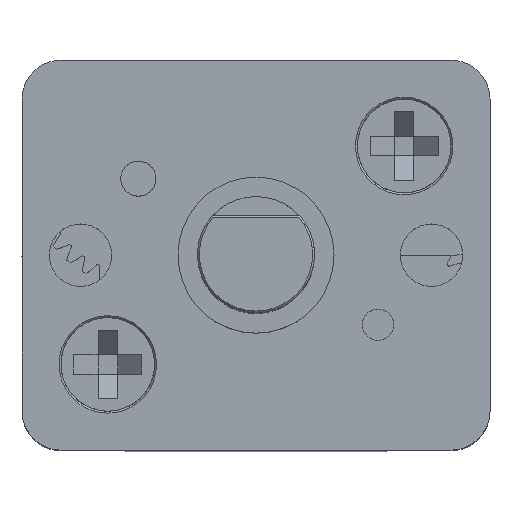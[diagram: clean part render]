
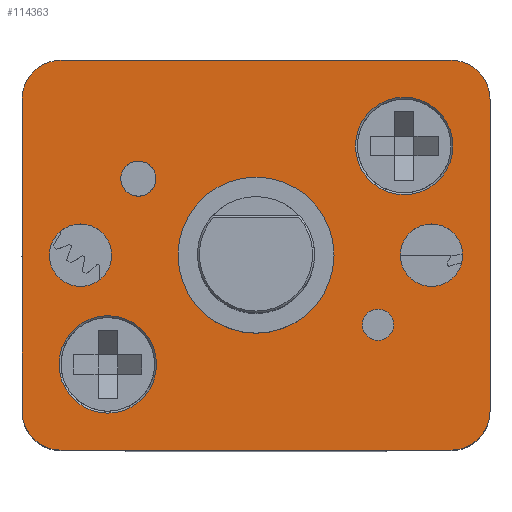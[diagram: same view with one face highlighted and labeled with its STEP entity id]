
A CAD part, top view. The second image highlights one B-rep face of the part: STEP entity #114363.
In plain terms, the highlighted planar face has unit normal (0, 0, 1).
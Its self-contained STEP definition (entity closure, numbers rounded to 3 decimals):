
#6 = DIRECTION ( 'NONE',  ( -1., 0., 0. ) ) ;
#489 = ORIENTED_EDGE ( 'NONE', *, *, #49496, .F. ) ;
#884 = VECTOR ( 'NONE', #94566, 1000. ) ;
#1387 = ORIENTED_EDGE ( 'NONE', *, *, #56585, .F. ) ;
#1478 = ORIENTED_EDGE ( 'NONE', *, *, #35186, .F. ) ;
#2591 = VERTEX_POINT ( 'NONE', #3741 ) ;
#2682 = CARTESIAN_POINT ( 'NONE',  ( 5., -4., 9. ) ) ;
#3037 = AXIS2_PLACEMENT_3D ( 'NONE', #17870, #62061, #79871 ) ;
#3066 = CARTESIAN_POINT ( 'NONE',  ( -2.567, 1.964, 9. ) ) ;
#3741 = CARTESIAN_POINT ( 'NONE',  ( -6., -4., 9. ) ) ;
#4149 = LINE ( 'NONE', #111097, #6949 ) ;
#6318 = CARTESIAN_POINT ( 'NONE',  ( 6., 4., 9. ) ) ;
#6945 = VERTEX_POINT ( 'NONE', #75493 ) ;
#6949 = VECTOR ( 'NONE', #102952, 1000. ) ;
#8952 = DIRECTION ( 'NONE',  ( 0., 0., -1. ) ) ;
#9183 = CARTESIAN_POINT ( 'NONE',  ( -5., -5., 9. ) ) ;
#10910 = CARTESIAN_POINT ( 'NONE',  ( -3.8, -2.8, 9. ) ) ;
#11672 = DIRECTION ( 'NONE',  ( -1., 0., 0. ) ) ;
#11991 = DIRECTION ( 'NONE',  ( 0., 0., -1. ) ) ;
#12238 = DIRECTION ( 'NONE',  ( 1., 0., 0. ) ) ;
#13270 = FACE_BOUND ( 'NONE', #24512, .T. ) ;
#14331 = EDGE_CURVE ( 'NONE', #92088, #92088, #109275, .T. ) ;
#14713 = CIRCLE ( 'NONE', #63903, 1. ) ;
#15767 = VERTEX_POINT ( 'NONE', #37228 ) ;
#16723 = CIRCLE ( 'NONE', #49871, 1. ) ;
#16999 = VERTEX_POINT ( 'NONE', #9183 ) ;
#17095 = VERTEX_POINT ( 'NONE', #3066 ) ;
#17535 = CARTESIAN_POINT ( 'NONE',  ( -5., 4., 9. ) ) ;
#17870 = CARTESIAN_POINT ( 'NONE',  ( -3.017, 1.964, 9. ) ) ;
#17904 = DIRECTION ( 'NONE',  ( 1., 0., 0. ) ) ;
#18965 = EDGE_CURVE ( 'NONE', #104913, #6945, #92336, .T. ) ;
#19284 = DIRECTION ( 'NONE',  ( 0., 0., 1. ) ) ;
#19589 = ORIENTED_EDGE ( 'NONE', *, *, #72925, .F. ) ;
#21386 = ORIENTED_EDGE ( 'NONE', *, *, #77347, .F. ) ;
#21649 = VECTOR ( 'NONE', #50144, 1000. ) ;
#22144 = EDGE_CURVE ( 'NONE', #15767, #15767, #110108, .T. ) ;
#23135 = DIRECTION ( 'NONE',  ( 0., 0., 1. ) ) ;
#24020 = VERTEX_POINT ( 'NONE', #39569 ) ;
#24512 = EDGE_LOOP ( 'NONE', ( #81235 ) ) ;
#25023 = PLANE ( 'NONE',  #82771 ) ;
#25048 = DIRECTION ( 'NONE',  ( 0., 0., -1. ) ) ;
#25182 = EDGE_LOOP ( 'NONE', ( #57287 ) ) ;
#25397 = CARTESIAN_POINT ( 'NONE',  ( -6., 5., 9. ) ) ;
#25457 = ORIENTED_EDGE ( 'NONE', *, *, #78464, .F. ) ;
#27808 = AXIS2_PLACEMENT_3D ( 'NONE', #105252, #25048, #95600 ) ;
#27900 = CARTESIAN_POINT ( 'NONE',  ( -5.05, -2.8, 9. ) ) ;
#28527 = DIRECTION ( 'NONE',  ( 1., 0., 0. ) ) ;
#29228 = DIRECTION ( 'NONE',  ( 1., 0., 0. ) ) ;
#30958 = VERTEX_POINT ( 'NONE', #84095 ) ;
#31049 = ORIENTED_EDGE ( 'NONE', *, *, #63236, .T. ) ;
#32228 = EDGE_CURVE ( 'NONE', #2591, #104913, #53748, .T. ) ;
#35186 = EDGE_CURVE ( 'NONE', #16999, #2591, #16723, .T. ) ;
#35416 = FACE_BOUND ( 'NONE', #25182, .T. ) ;
#35813 = DIRECTION ( 'NONE',  ( 0., 0., -1. ) ) ;
#36224 = EDGE_LOOP ( 'NONE', ( #31049 ) ) ;
#37228 = CARTESIAN_POINT ( 'NONE',  ( 3.528, -1.782, 9. ) ) ;
#38219 = FACE_BOUND ( 'NONE', #99535, .T. ) ;
#38362 = CARTESIAN_POINT ( 'NONE',  ( -3.7, 0., 9. ) ) ;
#39205 = ORIENTED_EDGE ( 'NONE', *, *, #53023, .F. ) ;
#39569 = CARTESIAN_POINT ( 'NONE',  ( 5., 5., 9. ) ) ;
#40409 = VERTEX_POINT ( 'NONE', #101813 ) ;
#40980 = DIRECTION ( 'NONE',  ( 1., 0., 0. ) ) ;
#41873 = DIRECTION ( 'NONE',  ( 1., 0., 0. ) ) ;
#42818 = VERTEX_POINT ( 'NONE', #6318 ) ;
#43811 = FACE_BOUND ( 'NONE', #36224, .T. ) ;
#45058 = AXIS2_PLACEMENT_3D ( 'NONE', #77509, #94980, #41873 ) ;
#46490 = LINE ( 'NONE', #89615, #71480 ) ;
#47236 = CARTESIAN_POINT ( 'NONE',  ( 4.5, 0., 9. ) ) ;
#48252 = AXIS2_PLACEMENT_3D ( 'NONE', #76259, #23135, #40980 ) ;
#49408 = FACE_OUTER_BOUND ( 'NONE', #79601, .T. ) ;
#49496 = EDGE_CURVE ( 'NONE', #24020, #42818, #57724, .T. ) ;
#49871 = AXIS2_PLACEMENT_3D ( 'NONE', #81275, #71625, #28527 ) ;
#50144 = DIRECTION ( 'NONE',  ( 0., 1., 0. ) ) ;
#51723 = CIRCLE ( 'NONE', #78180, 0.8 ) ;
#53023 = EDGE_CURVE ( 'NONE', #53284, #53284, #54795, .T. ) ;
#53284 = VERTEX_POINT ( 'NONE', #91897 ) ;
#53748 = LINE ( 'NONE', #91652, #21649 ) ;
#54795 = CIRCLE ( 'NONE', #48252, 2. ) ;
#56585 = EDGE_CURVE ( 'NONE', #6945, #24020, #4149, .T. ) ;
#57287 = ORIENTED_EDGE ( 'NONE', *, *, #14331, .T. ) ;
#57632 = EDGE_LOOP ( 'NONE', ( #19589 ) ) ;
#57724 = CIRCLE ( 'NONE', #65700, 1. ) ;
#60648 = VERTEX_POINT ( 'NONE', #111026 ) ;
#61151 = ORIENTED_EDGE ( 'NONE', *, *, #18965, .F. ) ;
#61762 = ORIENTED_EDGE ( 'NONE', *, *, #75911, .F. ) ;
#62061 = DIRECTION ( 'NONE',  ( 0., 0., 1. ) ) ;
#63236 = EDGE_CURVE ( 'NONE', #67038, #67038, #114658, .T. ) ;
#63903 = AXIS2_PLACEMENT_3D ( 'NONE', #2682, #11991, #83337 ) ;
#64618 = DIRECTION ( 'NONE',  ( 0., 0., 1. ) ) ;
#65700 = AXIS2_PLACEMENT_3D ( 'NONE', #109109, #83139, #29228 ) ;
#66294 = EDGE_LOOP ( 'NONE', ( #39205 ) ) ;
#67038 = VERTEX_POINT ( 'NONE', #93031 ) ;
#68422 = EDGE_CURVE ( 'NONE', #17095, #17095, #103364, .T. ) ;
#71480 = VECTOR ( 'NONE', #6, 1000. ) ;
#71625 = DIRECTION ( 'NONE',  ( 0., 0., -1. ) ) ;
#72925 = EDGE_CURVE ( 'NONE', #30958, #30958, #51723, .T. ) ;
#72986 = DIRECTION ( 'NONE',  ( 0., 0., -1. ) ) ;
#75493 = CARTESIAN_POINT ( 'NONE',  ( -5., 5., 9. ) ) ;
#75911 = EDGE_CURVE ( 'NONE', #79486, #79486, #106135, .T. ) ;
#76259 = CARTESIAN_POINT ( 'NONE',  ( 0., 0., 9. ) ) ;
#77347 = EDGE_CURVE ( 'NONE', #42818, #60648, #102098, .T. ) ;
#77509 = CARTESIAN_POINT ( 'NONE',  ( 3.128, -1.782, 9. ) ) ;
#78180 = AXIS2_PLACEMENT_3D ( 'NONE', #47236, #64618, #12238 ) ;
#78464 = EDGE_CURVE ( 'NONE', #40409, #16999, #46490, .T. ) ;
#79120 = ORIENTED_EDGE ( 'NONE', *, *, #32228, .F. ) ;
#79486 = VERTEX_POINT ( 'NONE', #38362 ) ;
#79601 = EDGE_LOOP ( 'NONE', ( #1478, #25457, #88060, #21386, #489, #1387, #61151, #79120 ) ) ;
#79871 = DIRECTION ( 'NONE',  ( 1., 0., 0. ) ) ;
#80979 = CARTESIAN_POINT ( 'NONE',  ( -6., 4., 9. ) ) ;
#81235 = ORIENTED_EDGE ( 'NONE', *, *, #68422, .F. ) ;
#81253 = FACE_BOUND ( 'NONE', #66294, .T. ) ;
#81275 = CARTESIAN_POINT ( 'NONE',  ( -5., -4., 9. ) ) ;
#82771 = AXIS2_PLACEMENT_3D ( 'NONE', #25397, #35813, #87844 ) ;
#83139 = DIRECTION ( 'NONE',  ( 0., 0., -1. ) ) ;
#83337 = DIRECTION ( 'NONE',  ( 1., 0., 0. ) ) ;
#84095 = CARTESIAN_POINT ( 'NONE',  ( 5.3, 0., 9. ) ) ;
#86877 = FACE_BOUND ( 'NONE', #57632, .T. ) ;
#87844 = DIRECTION ( 'NONE',  ( 1., 0., 0. ) ) ;
#88060 = ORIENTED_EDGE ( 'NONE', *, *, #112181, .F. ) ;
#89615 = CARTESIAN_POINT ( 'NONE',  ( -6., -5., 9. ) ) ;
#91652 = CARTESIAN_POINT ( 'NONE',  ( -6., 5., 9. ) ) ;
#91897 = CARTESIAN_POINT ( 'NONE',  ( 2., 0., 9. ) ) ;
#92088 = VERTEX_POINT ( 'NONE', #27900 ) ;
#92336 = CIRCLE ( 'NONE', #109213, 1. ) ;
#93031 = CARTESIAN_POINT ( 'NONE',  ( 2.55, 2.8, 9. ) ) ;
#94566 = DIRECTION ( 'NONE',  ( 0., -1., 0. ) ) ;
#94980 = DIRECTION ( 'NONE',  ( 0., 0., 1. ) ) ;
#95600 = DIRECTION ( 'NONE',  ( -1., 0., 0. ) ) ;
#98344 = CARTESIAN_POINT ( 'NONE',  ( -4.5, 0., 9. ) ) ;
#99021 = AXIS2_PLACEMENT_3D ( 'NONE', #10910, #72986, #11672 ) ;
#99136 = ORIENTED_EDGE ( 'NONE', *, *, #22144, .F. ) ;
#99535 = EDGE_LOOP ( 'NONE', ( #99136 ) ) ;
#99886 = DIRECTION ( 'NONE',  ( 1., 0., 0. ) ) ;
#101596 = AXIS2_PLACEMENT_3D ( 'NONE', #98344, #19284, #99886 ) ;
#101813 = CARTESIAN_POINT ( 'NONE',  ( 5., -5., 9. ) ) ;
#102098 = LINE ( 'NONE', #112360, #884 ) ;
#102952 = DIRECTION ( 'NONE',  ( 1., 0., 0. ) ) ;
#103364 = CIRCLE ( 'NONE', #3037, 0.45 ) ;
#104913 = VERTEX_POINT ( 'NONE', #80979 ) ;
#105252 = CARTESIAN_POINT ( 'NONE',  ( 3.8, 2.8, 9. ) ) ;
#106135 = CIRCLE ( 'NONE', #101596, 0.8 ) ;
#109109 = CARTESIAN_POINT ( 'NONE',  ( 5., 4., 9. ) ) ;
#109213 = AXIS2_PLACEMENT_3D ( 'NONE', #17535, #8952, #17904 ) ;
#109275 = CIRCLE ( 'NONE', #99021, 1.25 ) ;
#110108 = CIRCLE ( 'NONE', #45058, 0.4 ) ;
#111026 = CARTESIAN_POINT ( 'NONE',  ( 6., -4., 9. ) ) ;
#111097 = CARTESIAN_POINT ( 'NONE',  ( -6., 5., 9. ) ) ;
#111720 = FACE_BOUND ( 'NONE', #111872, .T. ) ;
#111872 = EDGE_LOOP ( 'NONE', ( #61762 ) ) ;
#112181 = EDGE_CURVE ( 'NONE', #60648, #40409, #14713, .T. ) ;
#112360 = CARTESIAN_POINT ( 'NONE',  ( 6., 5., 9. ) ) ;
#114363 = ADVANCED_FACE ( 'NONE', ( #35416, #43811, #86877, #111720, #81253, #13270, #38219, #49408 ), #25023, .F. ) ;
#114658 = CIRCLE ( 'NONE', #27808, 1.25 ) ;
